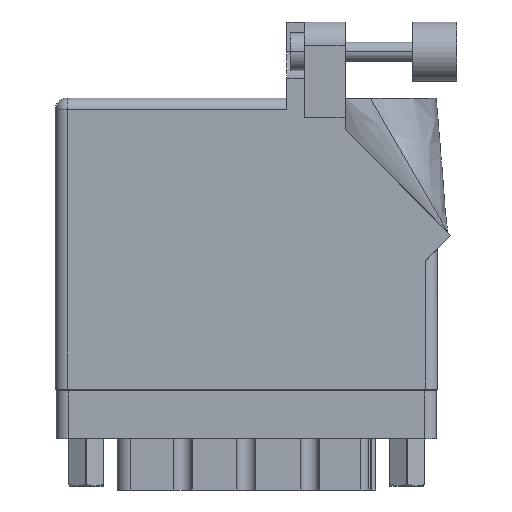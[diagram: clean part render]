
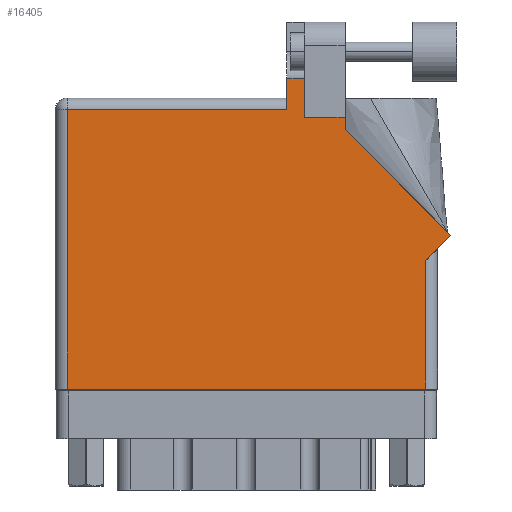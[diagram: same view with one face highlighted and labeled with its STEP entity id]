
A CAD part, front view. The second image highlights one B-rep face of the part: STEP entity #16405.
In plain terms, the highlighted face is planar.
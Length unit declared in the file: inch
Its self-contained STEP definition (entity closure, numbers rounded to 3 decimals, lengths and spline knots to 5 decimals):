
#423 = VERTEX_POINT ( 'NONE', #1194 ) ;
#551 = VERTEX_POINT ( 'NONE', #44745 ) ;
#1194 = CARTESIAN_POINT ( 'NONE',  ( 0.062, 1.468, 0. ) ) ;
#1535 = VERTEX_POINT ( 'NONE', #17190 ) ;
#2435 = VERTEX_POINT ( 'NONE', #11172 ) ;
#4038 = EDGE_CURVE ( 'NONE', #21053, #551, #41728, .T. ) ;
#5083 = CARTESIAN_POINT ( 'NONE',  ( 0., 0., 0. ) ) ;
#6969 = CARTESIAN_POINT ( 'NONE',  ( 1.217, 1.53, 0. ) ) ;
#7743 = EDGE_CURVE ( 'NONE', #45546, #13155, #15906, .T. ) ;
#11172 = CARTESIAN_POINT ( 'NONE',  ( 1.311, 1.43, 0. ) ) ;
#11607 = CARTESIAN_POINT ( 'NONE',  ( 1.524, 1.36442, 0. ) ) ;
#12332 = CARTESIAN_POINT ( 'NONE',  ( 1.311, 1.43, 0. ) ) ;
#12422 = EDGE_CURVE ( 'NONE', #13155, #49086, #48844, .T. ) ;
#12993 = CARTESIAN_POINT ( 'NONE',  ( 0.062, 0., 0. ) ) ;
#13155 = VERTEX_POINT ( 'NONE', #22824 ) ;
#13857 = LINE ( 'NONE', #12332, #16869 ) ;
#14965 = ORIENTED_EDGE ( 'NONE', *, *, #31162, .T. ) ;
#15283 = DIRECTION ( 'NONE',  ( 0., -1., 0. ) ) ;
#15571 = DIRECTION ( 'NONE',  ( 0., 1., 0. ) ) ;
#15877 = LINE ( 'NONE', #12993, #49820 ) ;
#15906 = LINE ( 'NONE', #42205, #26839 ) ;
#16254 = DIRECTION ( 'NONE',  ( 0., 1., 0. ) ) ;
#16376 = LINE ( 'NONE', #43708, #28515 ) ;
#16405 = ADVANCED_FACE ( 'NONE', ( #27877 ), #48480, .F. ) ;
#16420 = DIRECTION ( 'NONE',  ( -1., 0., 0. ) ) ;
#16499 = DIRECTION ( 'NONE',  ( 0.707, 0.707, 0. ) ) ;
#16869 = VECTOR ( 'NONE', #16254, 39.37008 ) ;
#17190 = CARTESIAN_POINT ( 'NONE',  ( 1.524, 1.43, 0. ) ) ;
#17321 = VECTOR ( 'NONE', #28122, 39.37008 ) ;
#17409 = EDGE_LOOP ( 'NONE', ( #25149, #26171, #34837, #47414, #19190, #49093, #31592, #36759, #43092, #14965, #39515 ) ) ;
#18156 = CARTESIAN_POINT ( 'NONE',  ( 1.948, 0.675, 0. ) ) ;
#19190 = ORIENTED_EDGE ( 'NONE', *, *, #49832, .T. ) ;
#19705 = EDGE_CURVE ( 'NONE', #2435, #45546, #13857, .T. ) ;
#20485 = CARTESIAN_POINT ( 'NONE',  ( 2.08071, 0.80771, 0. ) ) ;
#20636 = CARTESIAN_POINT ( 'NONE',  ( 1.524, 1.36442, 0. ) ) ;
#21053 = VERTEX_POINT ( 'NONE', #18156 ) ;
#21295 = EDGE_CURVE ( 'NONE', #28048, #21053, #35619, .T. ) ;
#21691 = VECTOR ( 'NONE', #16499, 39.37008 ) ;
#22212 = EDGE_CURVE ( 'NONE', #1535, #2435, #32432, .T. ) ;
#22824 = CARTESIAN_POINT ( 'NONE',  ( 1.217, 1.6315, 0. ) ) ;
#23422 = LINE ( 'NONE', #20485, #17321 ) ;
#24568 = VECTOR ( 'NONE', #37364, 39.37008 ) ;
#25149 = ORIENTED_EDGE ( 'NONE', *, *, #19705, .T. ) ;
#25263 = CARTESIAN_POINT ( 'NONE',  ( 0., 1.53, 0. ) ) ;
#25607 = DIRECTION ( 'NONE',  ( -1., 0., 0. ) ) ;
#26171 = ORIENTED_EDGE ( 'NONE', *, *, #7743, .T. ) ;
#26839 = VECTOR ( 'NONE', #16420, 39.37008 ) ;
#27877 = FACE_OUTER_BOUND ( 'NONE', #17409, .T. ) ;
#28048 = VERTEX_POINT ( 'NONE', #29436 ) ;
#28122 = DIRECTION ( 'NONE',  ( -0.707, 0.707, 0. ) ) ;
#28515 = VECTOR ( 'NONE', #36248, 39.37008 ) ;
#28830 = VECTOR ( 'NONE', #32247, 39.37008 ) ;
#29342 = DIRECTION ( 'NONE',  ( 0., 0., -1. ) ) ;
#29436 = CARTESIAN_POINT ( 'NONE',  ( 1.948, 0., 0. ) ) ;
#29546 = VERTEX_POINT ( 'NONE', #20636 ) ;
#30167 = VECTOR ( 'NONE', #15571, 39.37008 ) ;
#30777 = CARTESIAN_POINT ( 'NONE',  ( 1.217, 1.468, 0. ) ) ;
#31162 = EDGE_CURVE ( 'NONE', #29546, #1535, #40619, .T. ) ;
#31592 = ORIENTED_EDGE ( 'NONE', *, *, #21295, .T. ) ;
#31718 = CARTESIAN_POINT ( 'NONE',  ( 1.948, 0.737, 0. ) ) ;
#32247 = DIRECTION ( 'NONE',  ( 1., 0., 0. ) ) ;
#32432 = LINE ( 'NONE', #33435, #24568 ) ;
#32473 = CARTESIAN_POINT ( 'NONE',  ( 0.062, 0., 0. ) ) ;
#32954 = EDGE_CURVE ( 'NONE', #551, #29546, #23422, .T. ) ;
#33435 = CARTESIAN_POINT ( 'NONE',  ( 1.524, 1.43, 0. ) ) ;
#34837 = ORIENTED_EDGE ( 'NONE', *, *, #12422, .T. ) ;
#35619 = LINE ( 'NONE', #31718, #30167 ) ;
#35889 = CARTESIAN_POINT ( 'NONE',  ( 2.01, 0.737, 0. ) ) ;
#36248 = DIRECTION ( 'NONE',  ( -1., 0., 0. ) ) ;
#36759 = ORIENTED_EDGE ( 'NONE', *, *, #4038, .T. ) ;
#37364 = DIRECTION ( 'NONE',  ( -1., 0., 0. ) ) ;
#38999 = AXIS2_PLACEMENT_3D ( 'NONE', #25263, #29342, #25607 ) ;
#39515 = ORIENTED_EDGE ( 'NONE', *, *, #22212, .T. ) ;
#40619 = LINE ( 'NONE', #11607, #48464 ) ;
#41728 = LINE ( 'NONE', #35889, #21691 ) ;
#42178 = DIRECTION ( 'NONE',  ( 0., 1., 0. ) ) ;
#42205 = CARTESIAN_POINT ( 'NONE',  ( 1.64177, 1.6315, 0. ) ) ;
#42394 = CARTESIAN_POINT ( 'NONE',  ( 1.311, 1.6315, 0. ) ) ;
#42764 = EDGE_CURVE ( 'NONE', #47363, #28048, #45222, .T. ) ;
#42791 = VECTOR ( 'NONE', #15283, 39.37008 ) ;
#43092 = ORIENTED_EDGE ( 'NONE', *, *, #32954, .T. ) ;
#43708 = CARTESIAN_POINT ( 'NONE',  ( 0., 1.468, 0. ) ) ;
#44745 = CARTESIAN_POINT ( 'NONE',  ( 2.08071, 0.80771, 0. ) ) ;
#45222 = LINE ( 'NONE', #5083, #28830 ) ;
#45546 = VERTEX_POINT ( 'NONE', #42394 ) ;
#47363 = VERTEX_POINT ( 'NONE', #32473 ) ;
#47409 = EDGE_CURVE ( 'NONE', #49086, #423, #16376, .T. ) ;
#47414 = ORIENTED_EDGE ( 'NONE', *, *, #47409, .T. ) ;
#48464 = VECTOR ( 'NONE', #42178, 39.37008 ) ;
#48480 = PLANE ( 'NONE',  #38999 ) ;
#48844 = LINE ( 'NONE', #6969, #42791 ) ;
#49086 = VERTEX_POINT ( 'NONE', #30777 ) ;
#49093 = ORIENTED_EDGE ( 'NONE', *, *, #42764, .T. ) ;
#49100 = DIRECTION ( 'NONE',  ( 0., -1., 0. ) ) ;
#49820 = VECTOR ( 'NONE', #49100, 39.37008 ) ;
#49832 = EDGE_CURVE ( 'NONE', #423, #47363, #15877, .T. ) ;
